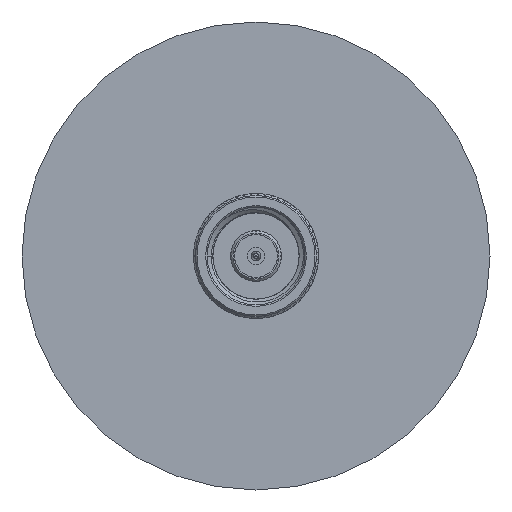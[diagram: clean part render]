
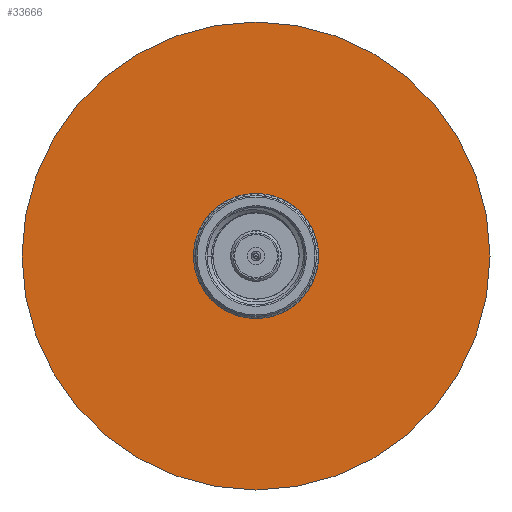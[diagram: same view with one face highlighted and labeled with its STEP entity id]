
A CAD part, left-side view. The second image highlights one B-rep face of the part: STEP entity #33666.
In plain terms, the highlighted planar face has unit normal (-1, 0, 0).
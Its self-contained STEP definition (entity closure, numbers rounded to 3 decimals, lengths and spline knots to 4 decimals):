
#3060 = DIRECTION ( 'NONE',  ( -1., 0., 0. ) ) ;
#3931 = EDGE_LOOP ( 'NONE', ( #47500, #53837 ) ) ;
#14298 = FACE_OUTER_BOUND ( 'NONE', #3931, .T. ) ;
#21496 = EDGE_LOOP ( 'NONE', ( #73001, #76945 ) ) ;
#22893 = FACE_BOUND ( 'NONE', #21496, .T. ) ;
#24204 = CARTESIAN_POINT ( 'NONE',  ( 0., -0.2881, 0. ) ) ;
#24839 = AXIS2_PLACEMENT_3D ( 'NONE', #78597, #65445, #72649 ) ;
#25270 = EDGE_CURVE ( 'NONE', #79991, #59840, #57632, .T. ) ;
#31829 = DIRECTION ( 'NONE',  ( 0., 1., 0. ) ) ;
#33666 = ADVANCED_FACE ( 'NONE', ( #22893, #14298 ), #59192, .F. ) ;
#35224 = AXIS2_PLACEMENT_3D ( 'NONE', #87024, #73632, #67298 ) ;
#36867 = VERTEX_POINT ( 'NONE', #24204 ) ;
#36869 = CARTESIAN_POINT ( 'NONE',  ( 0., 0., 0. ) ) ;
#36943 = CARTESIAN_POINT ( 'NONE',  ( 0., -1.5, 0. ) ) ;
#46517 = AXIS2_PLACEMENT_3D ( 'NONE', #72023, #86292, #31829 ) ;
#47500 = ORIENTED_EDGE ( 'NONE', *, *, #80733, .T. ) ;
#52069 = CIRCLE ( 'NONE', #46517, 0.2881 ) ;
#53837 = ORIENTED_EDGE ( 'NONE', *, *, #25270, .T. ) ;
#57632 = CIRCLE ( 'NONE', #35224, 1.5 ) ;
#58587 = DIRECTION ( 'NONE',  ( -1., 0., 0. ) ) ;
#58884 = VERTEX_POINT ( 'NONE', #84530 ) ;
#58936 = EDGE_CURVE ( 'NONE', #58884, #36867, #52069, .T. ) ;
#59192 = PLANE ( 'NONE',  #24839 ) ;
#59840 = VERTEX_POINT ( 'NONE', #36943 ) ;
#60386 = CIRCLE ( 'NONE', #84358, 1.5 ) ;
#62520 = AXIS2_PLACEMENT_3D ( 'NONE', #36869, #3060, #71424 ) ;
#64358 = EDGE_CURVE ( 'NONE', #36867, #58884, #86633, .T. ) ;
#64542 = CARTESIAN_POINT ( 'NONE',  ( 0., 0., 0. ) ) ;
#64822 = DIRECTION ( 'NONE',  ( 0., -1., 0. ) ) ;
#65445 = DIRECTION ( 'NONE',  ( 1., 0., 0. ) ) ;
#67298 = DIRECTION ( 'NONE',  ( 0., -1., 0. ) ) ;
#71424 = DIRECTION ( 'NONE',  ( 0., 1., 0. ) ) ;
#72023 = CARTESIAN_POINT ( 'NONE',  ( 0., 0., 0. ) ) ;
#72649 = DIRECTION ( 'NONE',  ( 0., 1., 0. ) ) ;
#73001 = ORIENTED_EDGE ( 'NONE', *, *, #64358, .F. ) ;
#73147 = CARTESIAN_POINT ( 'NONE',  ( 0., 1.5, 0. ) ) ;
#73632 = DIRECTION ( 'NONE',  ( -1., 0., 0. ) ) ;
#76945 = ORIENTED_EDGE ( 'NONE', *, *, #58936, .F. ) ;
#78597 = CARTESIAN_POINT ( 'NONE',  ( 0., 0., 0. ) ) ;
#79991 = VERTEX_POINT ( 'NONE', #73147 ) ;
#80733 = EDGE_CURVE ( 'NONE', #59840, #79991, #60386, .T. ) ;
#84358 = AXIS2_PLACEMENT_3D ( 'NONE', #64542, #58587, #64822 ) ;
#84530 = CARTESIAN_POINT ( 'NONE',  ( 0., 0.2881, 0. ) ) ;
#86292 = DIRECTION ( 'NONE',  ( -1., 0., 0. ) ) ;
#86633 = CIRCLE ( 'NONE', #62520, 0.2881 ) ;
#87024 = CARTESIAN_POINT ( 'NONE',  ( 0., 0., 0. ) ) ;
